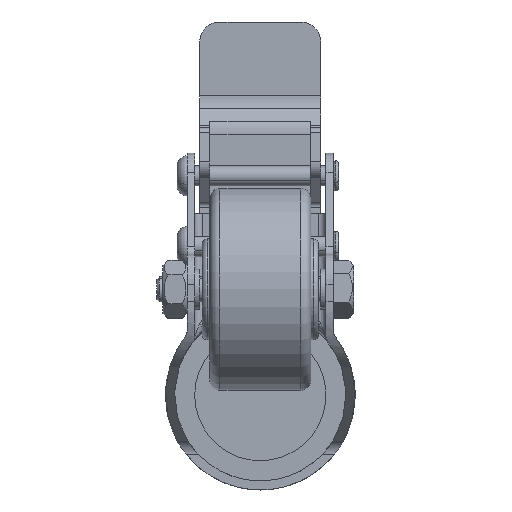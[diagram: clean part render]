
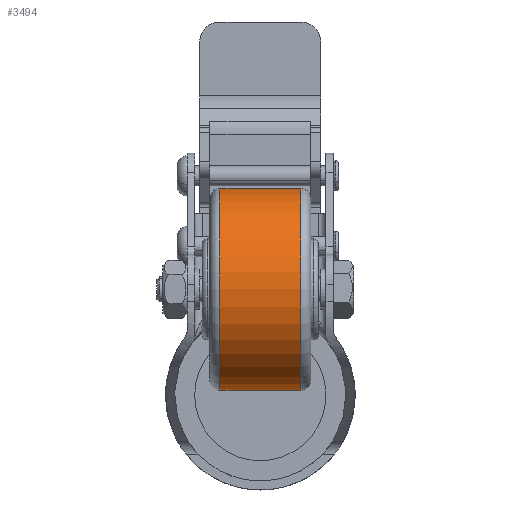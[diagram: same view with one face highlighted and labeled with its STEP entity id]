
A CAD part, front view. The second image highlights one B-rep face of the part: STEP entity #3494.
In plain terms, the highlighted cylindrical face has radius 20 mm (diameter 40 mm), a partial arc.
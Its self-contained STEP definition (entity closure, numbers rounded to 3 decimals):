
#408 = DIRECTION ( 'NONE',  ( 1., 0., 0. ) ) ;
#1157 = AXIS2_PLACEMENT_3D ( 'NONE', #4447, #4566, #408 ) ;
#1159 = EDGE_CURVE ( 'NONE', #5252, #1761, #7294, .T. ) ;
#1184 = AXIS2_PLACEMENT_3D ( 'NONE', #7453, #8186, #2178 ) ;
#1407 = EDGE_CURVE ( 'NONE', #7101, #1438, #4750, .T. ) ;
#1438 = VERTEX_POINT ( 'NONE', #4084 ) ;
#1761 = VERTEX_POINT ( 'NONE', #4742 ) ;
#2169 = ORIENTED_EDGE ( 'NONE', *, *, #7199, .T. ) ;
#2178 = DIRECTION ( 'NONE',  ( -1., 0., 0. ) ) ;
#2499 = DIRECTION ( 'NONE',  ( 0., 0., -1. ) ) ;
#2547 = CARTESIAN_POINT ( 'NONE',  ( 20., 0., 10. ) ) ;
#3367 = AXIS2_PLACEMENT_3D ( 'NONE', #4615, #5288, #4134 ) ;
#3494 = ADVANCED_FACE ( 'NONE', ( #6793 ), #5501, .T. ) ;
#3605 = CARTESIAN_POINT ( 'NONE',  ( 20., 0., 8. ) ) ;
#4084 = CARTESIAN_POINT ( 'NONE',  ( -20., 0., -8. ) ) ;
#4134 = DIRECTION ( 'NONE',  ( 1., 0., 0. ) ) ;
#4447 = CARTESIAN_POINT ( 'NONE',  ( 0., 0., -8. ) ) ;
#4566 = DIRECTION ( 'NONE',  ( 0., 0., 1. ) ) ;
#4615 = CARTESIAN_POINT ( 'NONE',  ( 0., 0., 8. ) ) ;
#4742 = CARTESIAN_POINT ( 'NONE',  ( 20., 0., -8. ) ) ;
#4750 = LINE ( 'NONE', #6211, #5402 ) ;
#5252 = VERTEX_POINT ( 'NONE', #3605 ) ;
#5288 = DIRECTION ( 'NONE',  ( 0., 0., -1. ) ) ;
#5402 = VECTOR ( 'NONE', #7364, 1000. ) ;
#5501 = CYLINDRICAL_SURFACE ( 'NONE', #1184, 20. ) ;
#6139 = ORIENTED_EDGE ( 'NONE', *, *, #1407, .T. ) ;
#6142 = CIRCLE ( 'NONE', #3367, 20. ) ;
#6211 = CARTESIAN_POINT ( 'NONE',  ( -20., 0., 10. ) ) ;
#6793 = FACE_OUTER_BOUND ( 'NONE', #7226, .T. ) ;
#6971 = CIRCLE ( 'NONE', #1157, 20. ) ;
#7021 = CARTESIAN_POINT ( 'NONE',  ( -20., 0., 8. ) ) ;
#7101 = VERTEX_POINT ( 'NONE', #7021 ) ;
#7199 = EDGE_CURVE ( 'NONE', #1438, #1761, #6971, .T. ) ;
#7226 = EDGE_LOOP ( 'NONE', ( #8314, #8201, #6139, #2169 ) ) ;
#7294 = LINE ( 'NONE', #2547, #8461 ) ;
#7364 = DIRECTION ( 'NONE',  ( 0., 0., -1. ) ) ;
#7453 = CARTESIAN_POINT ( 'NONE',  ( 0., 0., 10. ) ) ;
#8186 = DIRECTION ( 'NONE',  ( 0., 0., -1. ) ) ;
#8201 = ORIENTED_EDGE ( 'NONE', *, *, #8348, .T. ) ;
#8314 = ORIENTED_EDGE ( 'NONE', *, *, #1159, .F. ) ;
#8348 = EDGE_CURVE ( 'NONE', #5252, #7101, #6142, .T. ) ;
#8461 = VECTOR ( 'NONE', #2499, 1000. ) ;
